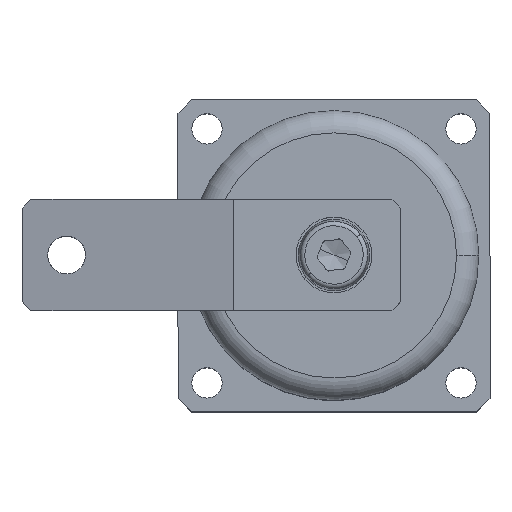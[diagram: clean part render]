
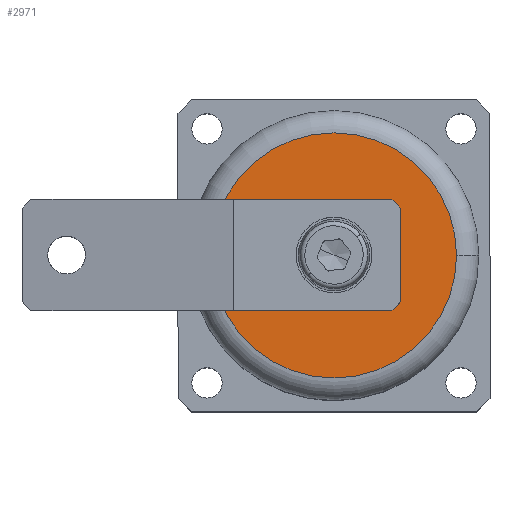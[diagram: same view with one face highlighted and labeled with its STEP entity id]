
A CAD part, top view. The second image highlights one B-rep face of the part: STEP entity #2971.
In plain terms, the highlighted planar face has unit normal (0, 0, 1).
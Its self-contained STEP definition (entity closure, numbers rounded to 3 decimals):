
#738 = DIRECTION ( 'NONE',  ( 1., 0., 0. ) ) ;
#739 = DIRECTION ( 'NONE',  ( 0., 0., 1. ) ) ;
#740 = CARTESIAN_POINT ( 'NONE',  ( 0., 0., 90. ) ) ;
#748 = DIRECTION ( 'NONE',  ( 1., 0., 0. ) ) ;
#749 = DIRECTION ( 'NONE',  ( 0., 0., 1. ) ) ;
#750 = CARTESIAN_POINT ( 'NONE',  ( 0., 0., 90. ) ) ;
#833 = DIRECTION ( 'NONE',  ( 1., 0., 0. ) ) ;
#835 = DIRECTION ( 'NONE',  ( 0., 0., 1. ) ) ;
#842 = CARTESIAN_POINT ( 'NONE',  ( 0., 0., 90. ) ) ;
#858 = DIRECTION ( 'NONE',  ( 1., 0., 0. ) ) ;
#859 = DIRECTION ( 'NONE',  ( 0., 0., 1. ) ) ;
#862 = CARTESIAN_POINT ( 'NONE',  ( 0., 0., 90. ) ) ;
#1021 = AXIS2_PLACEMENT_3D ( 'NONE', #4437, #4392, #4391 ) ;
#1379 = CIRCLE ( 'NONE', #5439, 27.5 ) ;
#1381 = CIRCLE ( 'NONE', #3197, 10. ) ;
#1538 = CIRCLE ( 'NONE', #3575, 27.5 ) ;
#1543 = CIRCLE ( 'NONE', #3508, 10. ) ;
#1759 = EDGE_LOOP ( 'NONE', ( #5162, #5163 ) ) ;
#1843 = EDGE_LOOP ( 'NONE', ( #5164, #5165 ) ) ;
#1868 = FACE_OUTER_BOUND ( 'NONE', #1843, .T. ) ;
#1874 = FACE_BOUND ( 'NONE', #1759, .T. ) ;
#2181 = CARTESIAN_POINT ( 'NONE',  ( -27.5, 0., 90. ) ) ;
#2754 = CARTESIAN_POINT ( 'NONE',  ( 27.5, 0., 90. ) ) ;
#2800 = CARTESIAN_POINT ( 'NONE',  ( -10., 0., 90. ) ) ;
#2971 = ADVANCED_FACE ( 'NONE', ( #1874, #1868 ), #4394, .T. ) ;
#3106 = VERTEX_POINT ( 'NONE', #2181 ) ;
#3197 = AXIS2_PLACEMENT_3D ( 'NONE', #862, #859, #858 ) ;
#3337 = EDGE_CURVE ( 'NONE', #4259, #4216, #1543, .T. ) ;
#3341 = EDGE_CURVE ( 'NONE', #4314, #3106, #1538, .T. ) ;
#3468 = EDGE_CURVE ( 'NONE', #4216, #4259, #1381, .T. ) ;
#3469 = EDGE_CURVE ( 'NONE', #3106, #4314, #1379, .T. ) ;
#3508 = AXIS2_PLACEMENT_3D ( 'NONE', #750, #749, #748 ) ;
#3575 = AXIS2_PLACEMENT_3D ( 'NONE', #740, #739, #738 ) ;
#3629 = CARTESIAN_POINT ( 'NONE',  ( 10., 0., 90. ) ) ;
#4216 = VERTEX_POINT ( 'NONE', #3629 ) ;
#4259 = VERTEX_POINT ( 'NONE', #2800 ) ;
#4314 = VERTEX_POINT ( 'NONE', #2754 ) ;
#4391 = DIRECTION ( 'NONE',  ( 1., 0., 0. ) ) ;
#4392 = DIRECTION ( 'NONE',  ( 0., 0., 1. ) ) ;
#4394 = PLANE ( 'NONE',  #1021 ) ;
#4437 = CARTESIAN_POINT ( 'NONE',  ( 0., 0., 90. ) ) ;
#5162 = ORIENTED_EDGE ( 'NONE', *, *, #3468, .F. ) ;
#5163 = ORIENTED_EDGE ( 'NONE', *, *, #3337, .F. ) ;
#5164 = ORIENTED_EDGE ( 'NONE', *, *, #3341, .T. ) ;
#5165 = ORIENTED_EDGE ( 'NONE', *, *, #3469, .T. ) ;
#5439 = AXIS2_PLACEMENT_3D ( 'NONE', #842, #835, #833 ) ;
